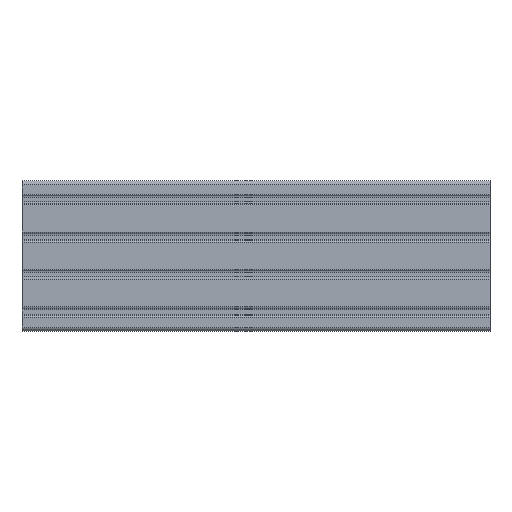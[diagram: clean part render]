
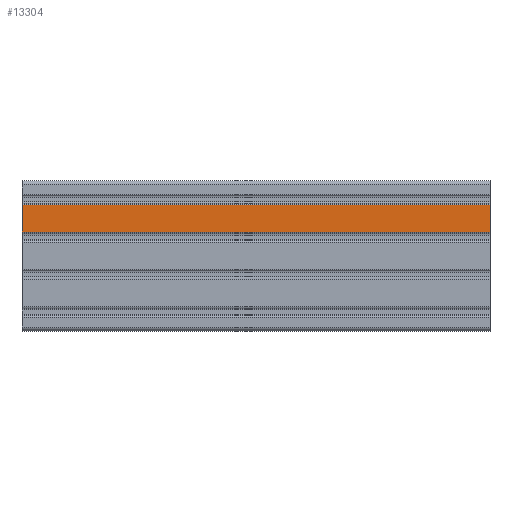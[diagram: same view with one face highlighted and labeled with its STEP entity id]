
A CAD part, top view. The second image highlights one B-rep face of the part: STEP entity #13304.
In plain terms, the highlighted planar face has unit normal (0, 0, 1).
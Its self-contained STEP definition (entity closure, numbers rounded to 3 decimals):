
#93 = ORIENTED_EDGE ( 'NONE', *, *, #4506, .T. ) ;
#138 = CARTESIAN_POINT ( 'NONE',  ( 0., 54.5, 2180. ) ) ;
#300 = LINE ( 'NONE', #5043, #12567 ) ;
#368 = VERTEX_POINT ( 'NONE', #138 ) ;
#482 = DIRECTION ( 'NONE',  ( -1., 0., 0. ) ) ;
#1630 = EDGE_CURVE ( 'NONE', #8905, #3629, #300, .T. ) ;
#1887 = PLANE ( 'NONE',  #15008 ) ;
#1969 = DIRECTION ( 'NONE',  ( 0., -1., 0. ) ) ;
#3375 = LINE ( 'NONE', #8572, #8518 ) ;
#3629 = VERTEX_POINT ( 'NONE', #7420 ) ;
#3961 = DIRECTION ( 'NONE',  ( 0., -1., 0. ) ) ;
#4506 = EDGE_CURVE ( 'NONE', #8905, #368, #11511, .T. ) ;
#4968 = ORIENTED_EDGE ( 'NONE', *, *, #1630, .F. ) ;
#5043 = CARTESIAN_POINT ( 'NONE',  ( 500., 54.5, 2180. ) ) ;
#5320 = DIRECTION ( 'NONE',  ( 0., 0., -1. ) ) ;
#5517 = EDGE_LOOP ( 'NONE', ( #10438, #7303, #4968, #93 ) ) ;
#6737 = CARTESIAN_POINT ( 'NONE',  ( 500., 54.5, 2180. ) ) ;
#6889 = DIRECTION ( 'NONE',  ( -1., 0., 0. ) ) ;
#7303 = ORIENTED_EDGE ( 'NONE', *, *, #8987, .F. ) ;
#7420 = CARTESIAN_POINT ( 'NONE',  ( 500., 25.5, 2180. ) ) ;
#7770 = VERTEX_POINT ( 'NONE', #8186 ) ;
#8186 = CARTESIAN_POINT ( 'NONE',  ( 0., 25.5, 2180. ) ) ;
#8518 = VECTOR ( 'NONE', #6889, 1000. ) ;
#8572 = CARTESIAN_POINT ( 'NONE',  ( 500., 25.5, 2180. ) ) ;
#8905 = VERTEX_POINT ( 'NONE', #6737 ) ;
#8987 = EDGE_CURVE ( 'NONE', #3629, #7770, #3375, .T. ) ;
#9252 = DIRECTION ( 'NONE',  ( -1., 0., 0. ) ) ;
#10088 = FACE_OUTER_BOUND ( 'NONE', #5517, .T. ) ;
#10438 = ORIENTED_EDGE ( 'NONE', *, *, #14530, .T. ) ;
#11027 = VECTOR ( 'NONE', #9252, 1000. ) ;
#11322 = CARTESIAN_POINT ( 'NONE',  ( 500., 54.5, 2180. ) ) ;
#11385 = VECTOR ( 'NONE', #1969, 1000. ) ;
#11511 = LINE ( 'NONE', #12853, #11027 ) ;
#12503 = LINE ( 'NONE', #12655, #11385 ) ;
#12567 = VECTOR ( 'NONE', #3961, 1000. ) ;
#12655 = CARTESIAN_POINT ( 'NONE',  ( 0., 54.5, 2180. ) ) ;
#12853 = CARTESIAN_POINT ( 'NONE',  ( 500., 54.5, 2180. ) ) ;
#13304 = ADVANCED_FACE ( 'NONE', ( #10088 ), #1887, .F. ) ;
#14530 = EDGE_CURVE ( 'NONE', #368, #7770, #12503, .T. ) ;
#15008 = AXIS2_PLACEMENT_3D ( 'NONE', #11322, #5320, #482 ) ;
